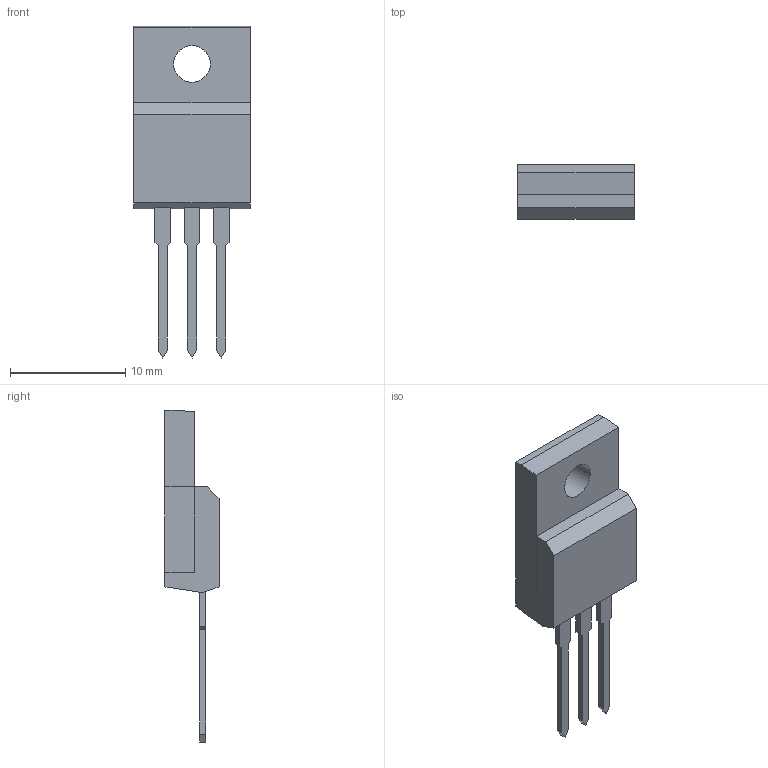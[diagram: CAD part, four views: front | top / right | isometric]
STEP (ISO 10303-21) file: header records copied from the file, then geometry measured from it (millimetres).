
FILE_DESCRIPTION(('FreeCAD Model'),'2;1');
FILE_NAME('TO-220F-3_Vertical.step','2018-04-05T10:00:45',('kicad StepUp'),( 'ksu MCAD'),'Open CASCADE STEP processor 6.8','FreeCAD','Unknown');
FILE_SCHEMA(('AUTOMOTIVE_DESIGN_CC2 { 1 2 10303 214 -1 1 5 4 }'));
Length unit declared in the file: millimetre
Products named in the file (1): TO-220F-3_Vertical
Bounding box: 10.16 x 4.7 x 28.85 mm (x, y, z)
Volume: 591 mm3; surface area: 638 mm2
Topology: 1 solids, 1 shells, 48 faces, 132 edges, 86 vertices
Faces by surface type: plane 47, cylinder 1
Full cylindrical faces by diameter (mm): 3.18 x1
Entity records: 1843 total; most frequent: CARTESIAN_POINT 267, ORIENTED_EDGE 264, DIRECTION 232, EDGE_CURVE 132, LINE 130, VECTOR 130, VERTEX_POINT 86, AXIS2_PLACEMENT_3D 51
